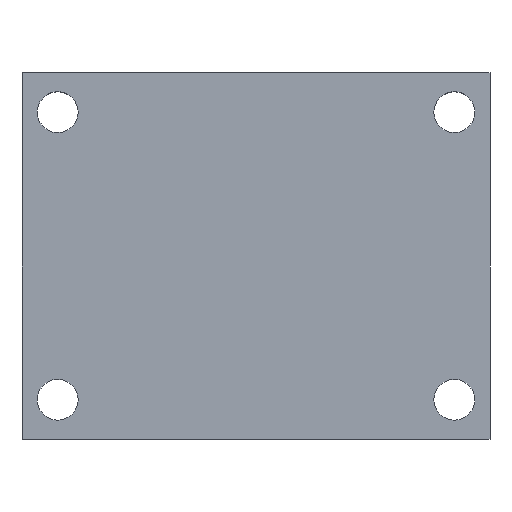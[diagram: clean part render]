
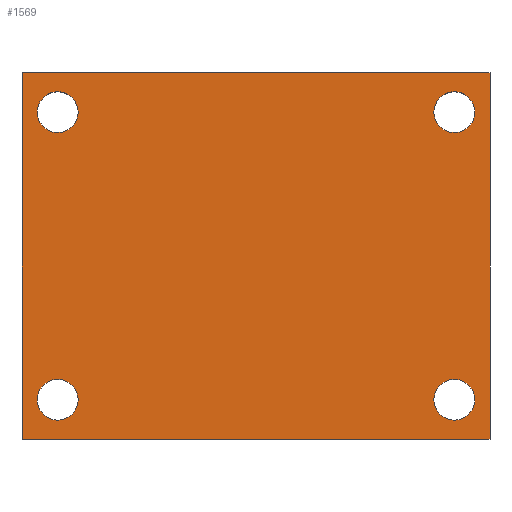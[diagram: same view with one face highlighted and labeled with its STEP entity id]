
A CAD part, top view. The second image highlights one B-rep face of the part: STEP entity #1569.
In plain terms, the highlighted planar face has unit normal (0, 0, 1).
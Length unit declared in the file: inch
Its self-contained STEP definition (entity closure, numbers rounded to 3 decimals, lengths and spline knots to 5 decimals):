
#3 = CARTESIAN_POINT ( 'NONE',  ( -2.5, 1.8125, 2.95 ) ) ;
#33 = DIRECTION ( 'NONE',  ( 0., -1., 0. ) ) ;
#37 = CARTESIAN_POINT ( 'NONE',  ( 2.2422, -1.8125, 2.95 ) ) ;
#39 = DIRECTION ( 'NONE',  ( 0., 0., -1. ) ) ;
#77 = DIRECTION ( 'NONE',  ( 0., 0., 1. ) ) ;
#88 = ORIENTED_EDGE ( 'NONE', *, *, #666, .F. ) ;
#100 = EDGE_CURVE ( 'NONE', #1076, #1470, #195, .T. ) ;
#107 = EDGE_CURVE ( 'NONE', #375, #1567, #254, .T. ) ;
#113 = CARTESIAN_POINT ( 'NONE',  ( -2.5, -1.8125, 2.95 ) ) ;
#147 = AXIS2_PLACEMENT_3D ( 'NONE', #3, #1480, #382 ) ;
#156 = LINE ( 'NONE', #536, #1385 ) ;
#193 = DIRECTION ( 'NONE',  ( -1., 0., 0. ) ) ;
#195 = CIRCLE ( 'NONE', #147, 0.2578 ) ;
#199 = CARTESIAN_POINT ( 'NONE',  ( 2.5, -1.8125, 2.95 ) ) ;
#249 = EDGE_CURVE ( 'NONE', #1310, #418, #977, .T. ) ;
#252 = ORIENTED_EDGE ( 'NONE', *, *, #855, .F. ) ;
#254 = LINE ( 'NONE', #906, #818 ) ;
#255 = DIRECTION ( 'NONE',  ( -1., 0., 0. ) ) ;
#262 = CARTESIAN_POINT ( 'NONE',  ( -2.7578, 1.8125, 2.95 ) ) ;
#266 = CIRCLE ( 'NONE', #475, 0.2578 ) ;
#277 = EDGE_CURVE ( 'NONE', #399, #1035, #1432, .T. ) ;
#278 = CIRCLE ( 'NONE', #410, 0.2578 ) ;
#285 = DIRECTION ( 'NONE',  ( 0., -1., 0. ) ) ;
#286 = EDGE_CURVE ( 'NONE', #375, #559, #156, .T. ) ;
#299 = EDGE_CURVE ( 'NONE', #559, #583, #1217, .T. ) ;
#313 = ORIENTED_EDGE ( 'NONE', *, *, #299, .T. ) ;
#335 = ORIENTED_EDGE ( 'NONE', *, *, #249, .F. ) ;
#375 = VERTEX_POINT ( 'NONE', #538 ) ;
#377 = AXIS2_PLACEMENT_3D ( 'NONE', #1342, #1453, #831 ) ;
#382 = DIRECTION ( 'NONE',  ( -1., 0., 0. ) ) ;
#399 = VERTEX_POINT ( 'NONE', #1415 ) ;
#402 = LINE ( 'NONE', #1014, #745 ) ;
#410 = AXIS2_PLACEMENT_3D ( 'NONE', #455, #1206, #193 ) ;
#418 = VERTEX_POINT ( 'NONE', #37 ) ;
#438 = EDGE_LOOP ( 'NONE', ( #1251, #252 ) ) ;
#440 = CARTESIAN_POINT ( 'NONE',  ( -2.95, -2.3125, 2.95 ) ) ;
#455 = CARTESIAN_POINT ( 'NONE',  ( -2.5, -1.8125, 2.95 ) ) ;
#461 = EDGE_LOOP ( 'NONE', ( #1589, #702 ) ) ;
#465 = CARTESIAN_POINT ( 'NONE',  ( 2.5, 1.8125, 2.95 ) ) ;
#475 = AXIS2_PLACEMENT_3D ( 'NONE', #763, #877, #255 ) ;
#476 = FACE_BOUND ( 'NONE', #438, .T. ) ;
#490 = DIRECTION ( 'NONE',  ( 0., 0., 1. ) ) ;
#533 = CARTESIAN_POINT ( 'NONE',  ( 2.5, 1.8125, 2.95 ) ) ;
#536 = CARTESIAN_POINT ( 'NONE',  ( -2.95, 1.3125, 2.95 ) ) ;
#538 = CARTESIAN_POINT ( 'NONE',  ( -2.95, 2.3125, 2.95 ) ) ;
#559 = VERTEX_POINT ( 'NONE', #1438 ) ;
#572 = DIRECTION ( 'NONE',  ( 1., 0., 0. ) ) ;
#580 = DIRECTION ( 'NONE',  ( -1., 0., 0. ) ) ;
#583 = VERTEX_POINT ( 'NONE', #946 ) ;
#588 = EDGE_CURVE ( 'NONE', #1470, #1076, #1214, .T. ) ;
#589 = CARTESIAN_POINT ( 'NONE',  ( 2.7578, -1.8125, 2.95 ) ) ;
#595 = FACE_BOUND ( 'NONE', #840, .T. ) ;
#627 = CIRCLE ( 'NONE', #1549, 0.2578 ) ;
#628 = CARTESIAN_POINT ( 'NONE',  ( 2.7578, 1.8125, 2.95 ) ) ;
#666 = EDGE_CURVE ( 'NONE', #1567, #583, #402, .T. ) ;
#699 = FACE_OUTER_BOUND ( 'NONE', #806, .T. ) ;
#702 = ORIENTED_EDGE ( 'NONE', *, *, #1587, .T. ) ;
#714 = CARTESIAN_POINT ( 'NONE',  ( -2.2422, -1.8125, 2.95 ) ) ;
#717 = ORIENTED_EDGE ( 'NONE', *, *, #100, .T. ) ;
#726 = PLANE ( 'NONE',  #377 ) ;
#745 = VECTOR ( 'NONE', #33, 39.37008 ) ;
#763 = CARTESIAN_POINT ( 'NONE',  ( 2.5, -1.8125, 2.95 ) ) ;
#806 = EDGE_LOOP ( 'NONE', ( #898, #313, #88, #812 ) ) ;
#812 = ORIENTED_EDGE ( 'NONE', *, *, #107, .F. ) ;
#818 = VECTOR ( 'NONE', #1275, 39.37008 ) ;
#831 = DIRECTION ( 'NONE',  ( -1., 0., 0. ) ) ;
#840 = EDGE_LOOP ( 'NONE', ( #1114, #335 ) ) ;
#841 = FACE_BOUND ( 'NONE', #1551, .T. ) ;
#855 = EDGE_CURVE ( 'NONE', #1035, #399, #278, .T. ) ;
#857 = DIRECTION ( 'NONE',  ( 0., 0., -1. ) ) ;
#877 = DIRECTION ( 'NONE',  ( 0., 0., 1. ) ) ;
#898 = ORIENTED_EDGE ( 'NONE', *, *, #286, .T. ) ;
#906 = CARTESIAN_POINT ( 'NONE',  ( -2.95, 2.3125, 2.95 ) ) ;
#914 = VERTEX_POINT ( 'NONE', #628 ) ;
#946 = CARTESIAN_POINT ( 'NONE',  ( 2.95, -2.3125, 2.95 ) ) ;
#967 = DIRECTION ( 'NONE',  ( -1., 0., 0. ) ) ;
#977 = CIRCLE ( 'NONE', #1190, 0.2578 ) ;
#1014 = CARTESIAN_POINT ( 'NONE',  ( 2.95, 1.3125, 2.95 ) ) ;
#1034 = VECTOR ( 'NONE', #572, 39.37008 ) ;
#1035 = VERTEX_POINT ( 'NONE', #714 ) ;
#1073 = CIRCLE ( 'NONE', #1527, 0.2578 ) ;
#1076 = VERTEX_POINT ( 'NONE', #1369 ) ;
#1114 = ORIENTED_EDGE ( 'NONE', *, *, #1226, .F. ) ;
#1117 = EDGE_CURVE ( 'NONE', #1165, #914, #1073, .T. ) ;
#1134 = AXIS2_PLACEMENT_3D ( 'NONE', #113, #490, #1399 ) ;
#1165 = VERTEX_POINT ( 'NONE', #1388 ) ;
#1166 = AXIS2_PLACEMENT_3D ( 'NONE', #1208, #1429, #1216 ) ;
#1190 = AXIS2_PLACEMENT_3D ( 'NONE', #199, #77, #580 ) ;
#1206 = DIRECTION ( 'NONE',  ( 0., 0., 1. ) ) ;
#1208 = CARTESIAN_POINT ( 'NONE',  ( -2.5, 1.8125, 2.95 ) ) ;
#1214 = CIRCLE ( 'NONE', #1166, 0.2578 ) ;
#1216 = DIRECTION ( 'NONE',  ( -1., 0., 0. ) ) ;
#1217 = LINE ( 'NONE', #440, #1034 ) ;
#1226 = EDGE_CURVE ( 'NONE', #418, #1310, #266, .T. ) ;
#1251 = ORIENTED_EDGE ( 'NONE', *, *, #277, .F. ) ;
#1275 = DIRECTION ( 'NONE',  ( 1., 0., 0. ) ) ;
#1310 = VERTEX_POINT ( 'NONE', #589 ) ;
#1326 = FACE_BOUND ( 'NONE', #461, .T. ) ;
#1342 = CARTESIAN_POINT ( 'NONE',  ( -2.95, 1.3125, 2.95 ) ) ;
#1369 = CARTESIAN_POINT ( 'NONE',  ( -2.2422, 1.8125, 2.95 ) ) ;
#1385 = VECTOR ( 'NONE', #285, 39.37008 ) ;
#1388 = CARTESIAN_POINT ( 'NONE',  ( 2.2422, 1.8125, 2.95 ) ) ;
#1390 = DIRECTION ( 'NONE',  ( -1., 0., 0. ) ) ;
#1399 = DIRECTION ( 'NONE',  ( -1., 0., 0. ) ) ;
#1415 = CARTESIAN_POINT ( 'NONE',  ( -2.7578, -1.8125, 2.95 ) ) ;
#1429 = DIRECTION ( 'NONE',  ( 0., 0., -1. ) ) ;
#1432 = CIRCLE ( 'NONE', #1134, 0.2578 ) ;
#1438 = CARTESIAN_POINT ( 'NONE',  ( -2.95, -2.3125, 2.95 ) ) ;
#1453 = DIRECTION ( 'NONE',  ( 0., 0., -1. ) ) ;
#1470 = VERTEX_POINT ( 'NONE', #262 ) ;
#1480 = DIRECTION ( 'NONE',  ( 0., 0., -1. ) ) ;
#1527 = AXIS2_PLACEMENT_3D ( 'NONE', #533, #39, #1390 ) ;
#1549 = AXIS2_PLACEMENT_3D ( 'NONE', #465, #857, #967 ) ;
#1551 = EDGE_LOOP ( 'NONE', ( #1598, #717 ) ) ;
#1567 = VERTEX_POINT ( 'NONE', #1568 ) ;
#1568 = CARTESIAN_POINT ( 'NONE',  ( 2.95, 2.3125, 2.95 ) ) ;
#1569 = ADVANCED_FACE ( 'NONE', ( #595, #476, #1326, #841, #699 ), #726, .F. ) ;
#1587 = EDGE_CURVE ( 'NONE', #914, #1165, #627, .T. ) ;
#1589 = ORIENTED_EDGE ( 'NONE', *, *, #1117, .T. ) ;
#1598 = ORIENTED_EDGE ( 'NONE', *, *, #588, .T. ) ;
